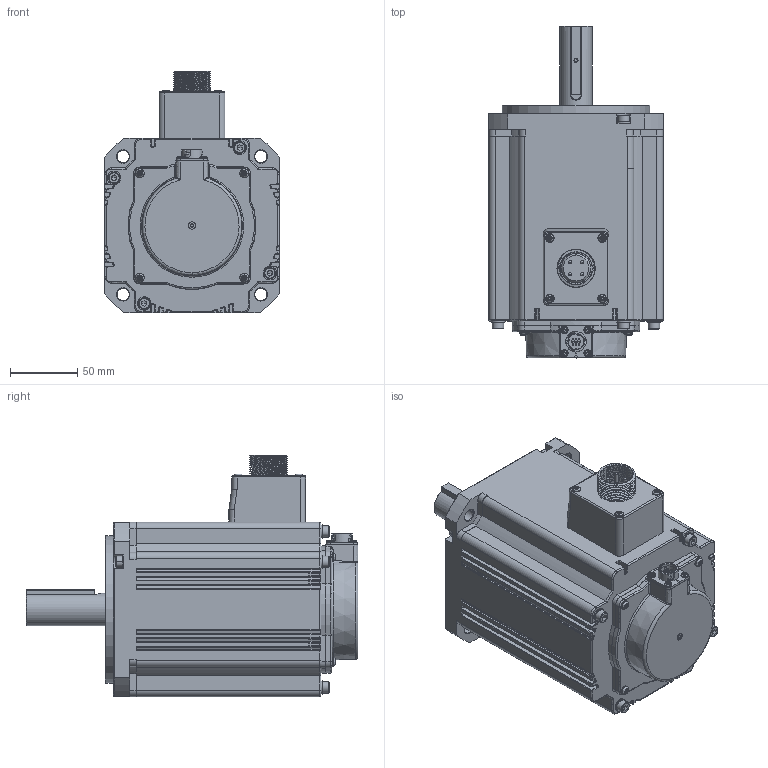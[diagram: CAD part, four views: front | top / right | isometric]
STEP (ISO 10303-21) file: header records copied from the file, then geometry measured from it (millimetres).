
FILE_DESCRIPTION( ('This file contains a STEP AP42 implementation' ,'as created by ZW3D STEP Interface translator.') ,'2;1' );
FILE_NAME( 'X6MA300A-N4LA.stp' ,'22 520.101838', (''), ('ZWCAD Software Co.'), 'Version 1.0', 'ZW3D to STEP translator', '' );
FILE_SCHEMA(('AUTOMOTIVE_DESIGN { 1 0 10303 214 1 1 1 1 }'));
Length unit declared in the file: millimetre
Products named in the file (1): 0
Bounding box: 130 x 247 x 179.84 mm (x, y, z)
Volume: 2622196.9 mm3; surface area: 162603.3 mm2
Topology: 1 solids, 1 shells, 1771 faces, 4638 edges, 2923 vertices
Faces by surface type: bspline 770, plane 628, cylinder 265, cone 88, sphere 20
Full cylindrical faces by diameter (mm): 0.8 x4, 1 x10, 2.4 x16, 2.5 x1, 3 x13, 5 x19, 5.5 x5, 6 x23, 6.5 x4, 6.7 x8, 8.5 x4, 10 x8, 11.8 x1, 15.2 x1, 19 x1, 24 x2, 24.5 x9, 28 x10, 28.5 x1, 28.6 x1, 35 x1, 98 x1, 110 x1
Entity records: 76444 total; most frequent: CARTESIAN_POINT 34266, ORIENTED_EDGE 9230, DIRECTION 7634, EDGE_CURVE 4615, VERTEX_POINT 2932, AXIS2_PLACEMENT_3D 2738, VECTOR 2158, LINE 2158
